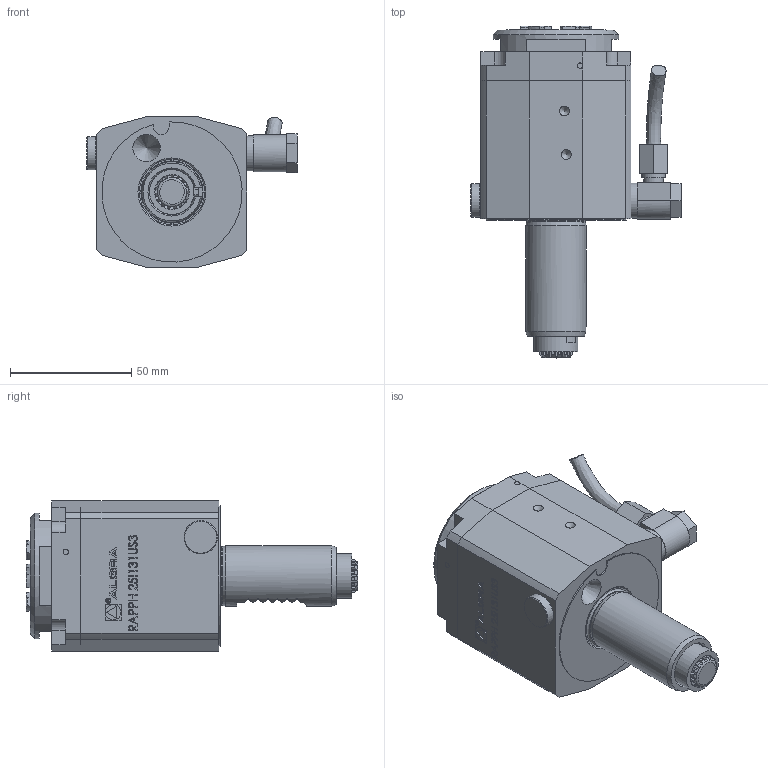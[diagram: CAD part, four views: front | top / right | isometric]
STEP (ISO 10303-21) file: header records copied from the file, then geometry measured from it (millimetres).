
FILE_DESCRIPTION (( 'STEP AP214' ), '1' );
FILE_NAME ('RAPPH25I131US3.STEP', '2026-02-06T09:03:13', ( '' ), ( '' ), 'SwSTEP 2.0', 'SolidWorks 2023', '' );
FILE_SCHEMA (( 'AUTOMOTIVE_DESIGN' ));
Length unit declared in the file: millimetre
Products named in the file (1): RAPPH25I131US3
Bounding box: 86.85 x 137.15 x 62 mm (x, y, z)
Volume: 297498.4 mm3; surface area: 35100 mm2
Topology: 1 solids, 1 shells, 711 faces, 1979 edges, 1298 vertices
Faces by surface type: plane 424, cylinder 135, bspline 101, cone 47, torus 4
Full cylindrical faces by diameter (mm): 1.7 x1, 2.1 x1, 6.366 x1, 8.2 x1, 9.8 x1, 11 x2, 12 x1, 13.8 x1, 14.5 x1, 22 x1, 24.1 x1, 25 x1, 52 x1
Entity records: 31873 total; most frequent: CARTESIAN_POINT 11255, ORIENTED_EDGE 3864, DIRECTION 3145, EDGE_CURVE 1932, VERTEX_POINT 1283, LINE 1167, VECTOR 1167, AXIS2_PLACEMENT_3D 989
